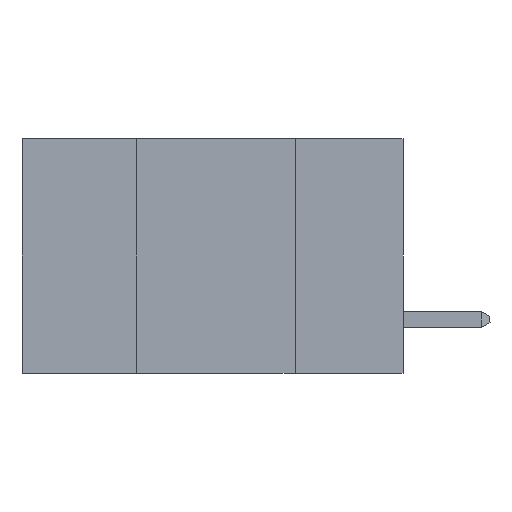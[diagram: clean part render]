
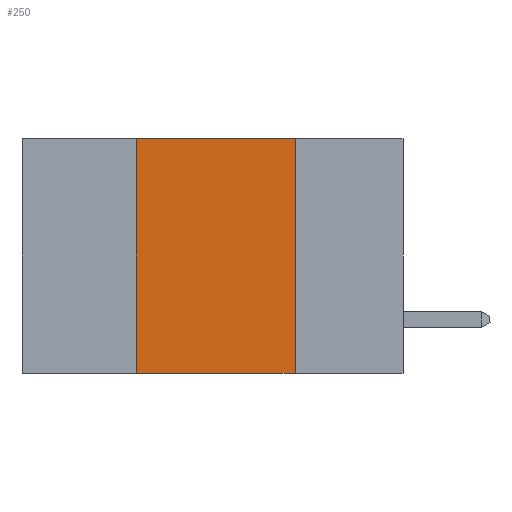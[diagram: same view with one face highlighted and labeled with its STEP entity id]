
A CAD part, left-side view. The second image highlights one B-rep face of the part: STEP entity #250.
In plain terms, the highlighted planar face has unit normal (-1, 0, 0).
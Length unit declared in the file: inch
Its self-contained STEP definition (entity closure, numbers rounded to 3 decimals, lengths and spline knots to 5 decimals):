
#180 = EDGE_CURVE ( 'NONE', #7053, #2302, #7529, .T. ) ;
#250 = ADVANCED_FACE ( 'NONE', ( #4741 ), #4480, .F. ) ;
#358 = VECTOR ( 'NONE', #951, 39.37008 ) ;
#951 = DIRECTION ( 'NONE',  ( 0., 0., -1. ) ) ;
#1370 = CARTESIAN_POINT ( 'NONE',  ( 0., 0.6, 0. ) ) ;
#1622 = CARTESIAN_POINT ( 'NONE',  ( 0., 0.6, -0.37 ) ) ;
#1661 = CARTESIAN_POINT ( 'NONE',  ( 0., 0.17, -0.37 ) ) ;
#1971 = DIRECTION ( 'NONE',  ( 0., -1., 0. ) ) ;
#2031 = ORIENTED_EDGE ( 'NONE', *, *, #5063, .F. ) ;
#2107 = CARTESIAN_POINT ( 'NONE',  ( 0., 0.42, 0. ) ) ;
#2266 = VERTEX_POINT ( 'NONE', #1661 ) ;
#2302 = VERTEX_POINT ( 'NONE', #6420 ) ;
#2780 = VERTEX_POINT ( 'NONE', #3875 ) ;
#3154 = VECTOR ( 'NONE', #7526, 39.37008 ) ;
#3534 = CARTESIAN_POINT ( 'NONE',  ( 0., 0.6, 0. ) ) ;
#3539 = LINE ( 'NONE', #3534, #7679 ) ;
#3733 = DIRECTION ( 'NONE',  ( 1., 0., 0. ) ) ;
#3756 = CARTESIAN_POINT ( 'NONE',  ( 0., 0.42, -0.37 ) ) ;
#3875 = CARTESIAN_POINT ( 'NONE',  ( 0., 0.17, 0. ) ) ;
#4480 = PLANE ( 'NONE',  #5927 ) ;
#4524 = LINE ( 'NONE', #7180, #358 ) ;
#4741 = FACE_OUTER_BOUND ( 'NONE', #8673, .T. ) ;
#5063 = EDGE_CURVE ( 'NONE', #2780, #2266, #4524, .T. ) ;
#5578 = EDGE_CURVE ( 'NONE', #2302, #2780, #3539, .T. ) ;
#5745 = ORIENTED_EDGE ( 'NONE', *, *, #7808, .T. ) ;
#5927 = AXIS2_PLACEMENT_3D ( 'NONE', #1370, #3733, #9190 ) ;
#6420 = CARTESIAN_POINT ( 'NONE',  ( 0., 0.42, 0. ) ) ;
#7053 = VERTEX_POINT ( 'NONE', #3756 ) ;
#7180 = CARTESIAN_POINT ( 'NONE',  ( 0., 0.17, 0. ) ) ;
#7400 = ORIENTED_EDGE ( 'NONE', *, *, #5578, .F. ) ;
#7526 = DIRECTION ( 'NONE',  ( 0., 0., 1. ) ) ;
#7529 = LINE ( 'NONE', #2107, #3154 ) ;
#7611 = LINE ( 'NONE', #1622, #9444 ) ;
#7679 = VECTOR ( 'NONE', #1971, 39.37008 ) ;
#7808 = EDGE_CURVE ( 'NONE', #7053, #2266, #7611, .T. ) ;
#8661 = DIRECTION ( 'NONE',  ( 0., -1., 0. ) ) ;
#8673 = EDGE_LOOP ( 'NONE', ( #2031, #7400, #9984, #5745 ) ) ;
#9190 = DIRECTION ( 'NONE',  ( 0., 0., -1. ) ) ;
#9444 = VECTOR ( 'NONE', #8661, 39.37008 ) ;
#9984 = ORIENTED_EDGE ( 'NONE', *, *, #180, .F. ) ;
